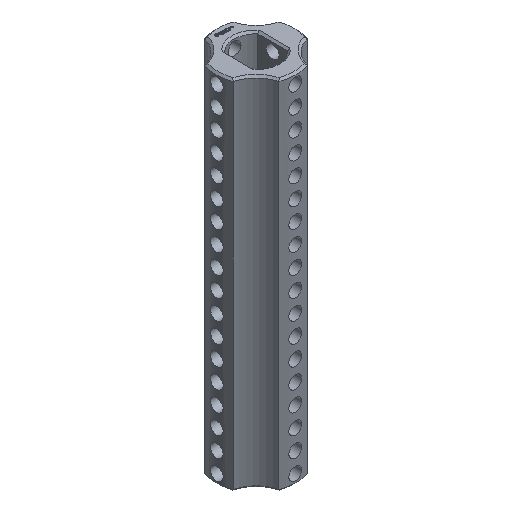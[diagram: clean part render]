
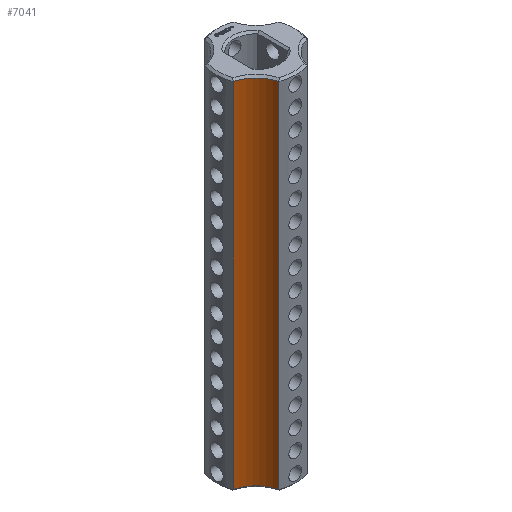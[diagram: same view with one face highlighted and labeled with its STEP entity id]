
A CAD part, isometric view. The second image highlights one B-rep face of the part: STEP entity #7041.
In plain terms, the highlighted cylindrical face has radius 5 mm (diameter 10 mm), a partial arc.
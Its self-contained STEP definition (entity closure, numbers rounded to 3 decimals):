
#2013 = EDGE_CURVE('',#2014,#2016,#2018,.T.);
#2014 = VERTEX_POINT('',#2015);
#2015 = CARTESIAN_POINT('',(-2.225,-5.841,0.3));
#2016 = VERTEX_POINT('',#2017);
#2017 = CARTESIAN_POINT('',(-2.225,-5.841,55.95));
#2018 = LINE('',#2019,#2020);
#2019 = CARTESIAN_POINT('',(-2.225,-5.841,0.));
#2020 = VECTOR('',#2021,1.);
#2021 = DIRECTION('',(0.,0.,1.));
#7041 = ADVANCED_FACE('',(#7042),#7069,.F.);
#7042 = FACE_BOUND('',#7043,.T.);
#7043 = EDGE_LOOP('',(#7044,#7045,#7054,#7062));
#7044 = ORIENTED_EDGE('',*,*,#2013,.T.);
#7045 = ORIENTED_EDGE('',*,*,#7046,.T.);
#7046 = EDGE_CURVE('',#2016,#7047,#7049,.T.);
#7047 = VERTEX_POINT('',#7048);
#7048 = CARTESIAN_POINT('',(-5.841,-2.225,55.95));
#7049 = CIRCLE('',#7050,5.);
#7050 = AXIS2_PLACEMENT_3D('',#7051,#7052,#7053);
#7051 = CARTESIAN_POINT('',(-7.071,-7.071,55.95));
#7052 = DIRECTION('',(0.,-0.,1.));
#7053 = DIRECTION('',(0.969,0.246,0.));
#7054 = ORIENTED_EDGE('',*,*,#7055,.F.);
#7055 = EDGE_CURVE('',#7056,#7047,#7058,.T.);
#7056 = VERTEX_POINT('',#7057);
#7057 = CARTESIAN_POINT('',(-5.841,-2.225,0.3));
#7058 = LINE('',#7059,#7060);
#7059 = CARTESIAN_POINT('',(-5.841,-2.225,0.));
#7060 = VECTOR('',#7061,1.);
#7061 = DIRECTION('',(0.,0.,1.));
#7062 = ORIENTED_EDGE('',*,*,#7063,.F.);
#7063 = EDGE_CURVE('',#2014,#7056,#7064,.T.);
#7064 = CIRCLE('',#7065,5.);
#7065 = AXIS2_PLACEMENT_3D('',#7066,#7067,#7068);
#7066 = CARTESIAN_POINT('',(-7.071,-7.071,0.3));
#7067 = DIRECTION('',(0.,-0.,1.));
#7068 = DIRECTION('',(0.969,0.246,0.));
#7069 = CYLINDRICAL_SURFACE('',#7070,5.);
#7070 = AXIS2_PLACEMENT_3D('',#7071,#7072,#7073);
#7071 = CARTESIAN_POINT('',(-7.071,-7.071,0.));
#7072 = DIRECTION('',(-0.,-0.,-1.));
#7073 = DIRECTION('',(1.,0.,0.));
